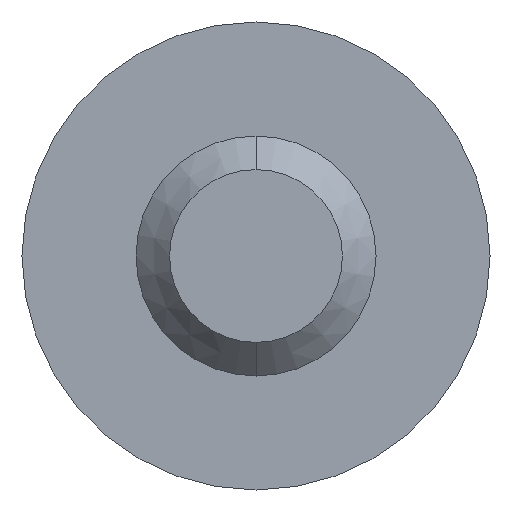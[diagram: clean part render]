
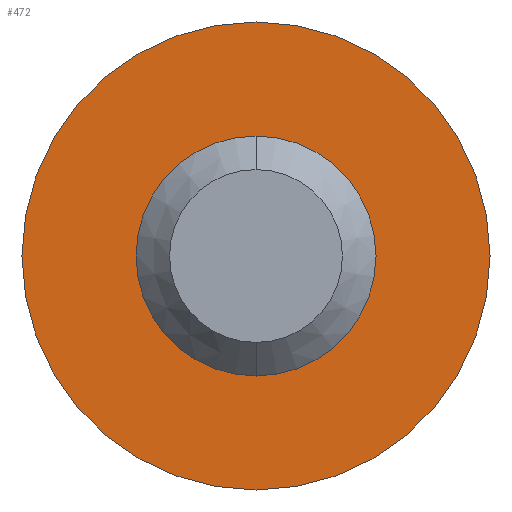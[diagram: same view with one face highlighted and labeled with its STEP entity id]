
A CAD part, front view. The second image highlights one B-rep face of the part: STEP entity #472.
In plain terms, the highlighted planar face has unit normal (0, -1, 0).
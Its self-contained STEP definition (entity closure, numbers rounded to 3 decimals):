
#52 = DIRECTION ( 'NONE',  ( 0., 0., -1. ) ) ;
#92 = AXIS2_PLACEMENT_3D ( 'NONE', #181, #435, #558 ) ;
#105 = VERTEX_POINT ( 'NONE', #148 ) ;
#110 = DIRECTION ( 'NONE',  ( 0., -1., 0. ) ) ;
#132 = FACE_BOUND ( 'NONE', #428, .T. ) ;
#146 = CIRCLE ( 'NONE', #762, 2.5 ) ;
#148 = CARTESIAN_POINT ( 'NONE',  ( 0., -1.175, 4.875 ) ) ;
#177 = EDGE_LOOP ( 'NONE', ( #341, #318 ) ) ;
#180 = ORIENTED_EDGE ( 'NONE', *, *, #349, .F. ) ;
#181 = CARTESIAN_POINT ( 'NONE',  ( 0., -1.175, 0. ) ) ;
#218 = VERTEX_POINT ( 'NONE', #356 ) ;
#221 = AXIS2_PLACEMENT_3D ( 'NONE', #499, #433, #245 ) ;
#245 = DIRECTION ( 'NONE',  ( 0., 0., -1. ) ) ;
#248 = DIRECTION ( 'NONE',  ( 0., 0., -1. ) ) ;
#253 = DIRECTION ( 'NONE',  ( 0., 1., 0. ) ) ;
#287 = EDGE_CURVE ( 'NONE', #105, #218, #332, .T. ) ;
#318 = ORIENTED_EDGE ( 'NONE', *, *, #287, .F. ) ;
#321 = CARTESIAN_POINT ( 'NONE',  ( 0., -1.175, 0. ) ) ;
#325 = VERTEX_POINT ( 'NONE', #684 ) ;
#332 = CIRCLE ( 'NONE', #92, 4.875 ) ;
#336 = EDGE_CURVE ( 'NONE', #667, #325, #146, .T. ) ;
#341 = ORIENTED_EDGE ( 'NONE', *, *, #469, .F. ) ;
#349 = EDGE_CURVE ( 'NONE', #325, #667, #615, .T. ) ;
#356 = CARTESIAN_POINT ( 'NONE',  ( 0., -1.175, -4.875 ) ) ;
#428 = EDGE_LOOP ( 'NONE', ( #180, #625 ) ) ;
#433 = DIRECTION ( 'NONE',  ( 0., 1., 0. ) ) ;
#435 = DIRECTION ( 'NONE',  ( 0., 1., 0. ) ) ;
#469 = EDGE_CURVE ( 'NONE', #218, #105, #744, .T. ) ;
#472 = ADVANCED_FACE ( 'NONE', ( #132, #631 ), #750, .F. ) ;
#499 = CARTESIAN_POINT ( 'NONE',  ( 0., -1.175, 0. ) ) ;
#552 = AXIS2_PLACEMENT_3D ( 'NONE', #561, #253, #564 ) ;
#558 = DIRECTION ( 'NONE',  ( 0., 0., -1. ) ) ;
#561 = CARTESIAN_POINT ( 'NONE',  ( 0., -1.175, 0. ) ) ;
#564 = DIRECTION ( 'NONE',  ( 0., 0., 1. ) ) ;
#615 = CIRCLE ( 'NONE', #809, 2.5 ) ;
#625 = ORIENTED_EDGE ( 'NONE', *, *, #336, .F. ) ;
#631 = FACE_OUTER_BOUND ( 'NONE', #177, .T. ) ;
#637 = CARTESIAN_POINT ( 'NONE',  ( 0., -1.175, 2.5 ) ) ;
#667 = VERTEX_POINT ( 'NONE', #637 ) ;
#684 = CARTESIAN_POINT ( 'NONE',  ( 0., -1.175, -2.5 ) ) ;
#744 = CIRCLE ( 'NONE', #221, 4.875 ) ;
#750 = PLANE ( 'NONE',  #552 ) ;
#755 = DIRECTION ( 'NONE',  ( 0., -1., 0. ) ) ;
#762 = AXIS2_PLACEMENT_3D ( 'NONE', #321, #755, #248 ) ;
#800 = CARTESIAN_POINT ( 'NONE',  ( 0., -1.175, 0. ) ) ;
#809 = AXIS2_PLACEMENT_3D ( 'NONE', #800, #110, #52 ) ;
